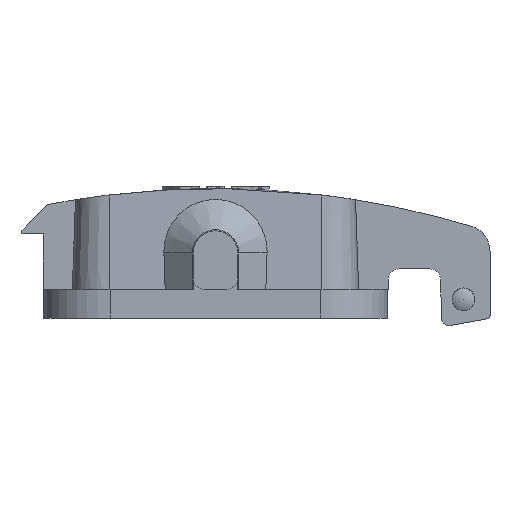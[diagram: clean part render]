
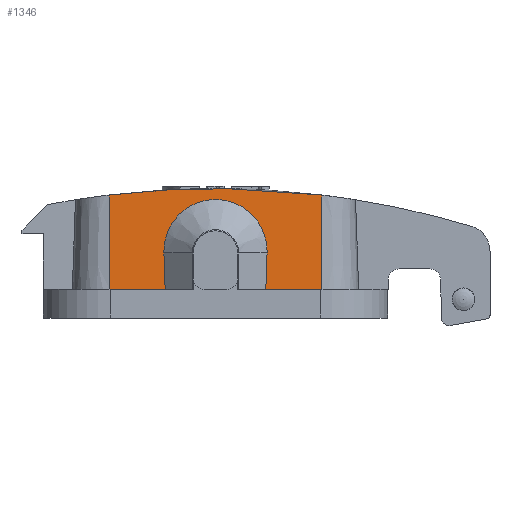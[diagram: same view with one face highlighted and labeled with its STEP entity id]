
A CAD part, left-side view. The second image highlights one B-rep face of the part: STEP entity #1346.
In plain terms, the highlighted planar face has unit normal (-0.999, 0, 0.035).
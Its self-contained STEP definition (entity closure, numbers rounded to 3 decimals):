
#915=PLANE('',#6121);
#1082=FACE_OUTER_BOUND('',#2781,.T.);
#1346=ADVANCED_FACE('',(#1082),#915,.T.);
#1878=LINE('',#8507,#2296);
#1879=LINE('',#8509,#2297);
#1880=LINE('',#8514,#2298);
#1881=LINE('',#8515,#2299);
#1882=LINE('',#8516,#2300);
#1883=LINE('',#8518,#2301);
#2296=VECTOR('',#6733,1.);
#2297=VECTOR('',#6736,1.);
#2298=VECTOR('',#6739,1.);
#2299=VECTOR('',#6740,1.);
#2300=VECTOR('',#6741,1.);
#2301=VECTOR('',#6742,1.);
#2654=ELLIPSE('',#6035,120.073,120.);
#2698=ELLIPSE('',#6120,6.984,6.975);
#2781=EDGE_LOOP('',(#3277,#3278,#3279,#3280,#3281,#3282,#3283,#3284));
#3277=ORIENTED_EDGE('',*,*,#5210,.T.);
#3278=ORIENTED_EDGE('',*,*,#5211,.T.);
#3279=ORIENTED_EDGE('',*,*,#5212,.T.);
#3280=ORIENTED_EDGE('',*,*,#5209,.F.);
#3281=ORIENTED_EDGE('',*,*,#5213,.T.);
#3282=ORIENTED_EDGE('',*,*,#5036,.T.);
#3283=ORIENTED_EDGE('',*,*,#5214,.T.);
#3284=ORIENTED_EDGE('',*,*,#5215,.F.);
#4558=VERTEX_POINT('',#7915);
#4559=VERTEX_POINT('',#7917);
#4709=VERTEX_POINT('',#8492);
#4716=VERTEX_POINT('',#8506);
#4717=VERTEX_POINT('',#8510);
#4718=VERTEX_POINT('',#8511);
#4719=VERTEX_POINT('',#8513);
#4720=VERTEX_POINT('',#8517);
#5036=EDGE_CURVE('',#4559,#4558,#2654,.T.);
#5209=EDGE_CURVE('',#4716,#4709,#1878,.T.);
#5210=EDGE_CURVE('',#4717,#4718,#1879,.T.);
#5211=EDGE_CURVE('',#4718,#4719,#2698,.T.);
#5212=EDGE_CURVE('',#4719,#4709,#1880,.T.);
#5213=EDGE_CURVE('',#4716,#4559,#1881,.T.);
#5214=EDGE_CURVE('',#4558,#4720,#1882,.T.);
#5215=EDGE_CURVE('',#4717,#4720,#1883,.T.);
#6035=AXIS2_PLACEMENT_3D('',#7916,#6489,#6490);
#6120=AXIS2_PLACEMENT_3D('',#8512,#6737,#6738);
#6121=AXIS2_PLACEMENT_3D('',#8519,#6743,#6744);
#6489=DIRECTION('',(-0.999,0.,0.035));
#6490=DIRECTION('',(0.035,0.,0.999));
#6733=DIRECTION('',(0.,1.,0.));
#6736=DIRECTION('',(0.035,0.035,0.999));
#6737=DIRECTION('',(0.999,0.,-0.035));
#6738=DIRECTION('',(0.035,0.,0.999));
#6739=DIRECTION('',(-0.035,0.035,-0.999));
#6740=DIRECTION('',(0.035,0.,0.999));
#6741=DIRECTION('',(-0.035,0.,-0.999));
#6742=DIRECTION('',(0.,1.,0.));
#6743=DIRECTION('',(-0.999,0.,0.035));
#6744=DIRECTION('',(-0.035,0.,-0.999));
#7915=CARTESIAN_POINT('',(-44.03,14.35,14.639));
#7916=CARTESIAN_POINT('',(-48.191,0.,-104.5));
#7917=CARTESIAN_POINT('',(-44.03,-14.35,14.639));
#8492=CARTESIAN_POINT('',(-44.475,-6.8,1.9));
#8506=CARTESIAN_POINT('',(-44.475,-14.35,1.9));
#8507=CARTESIAN_POINT('',(-44.475,-14.45,1.9));
#8509=CARTESIAN_POINT('',(-44.314,6.961,6.523));
#8510=CARTESIAN_POINT('',(-44.475,6.8,1.9));
#8511=CARTESIAN_POINT('',(-44.304,6.971,6.8));
#8512=CARTESIAN_POINT('',(-44.295,0.,7.044));
#8513=CARTESIAN_POINT('',(-44.304,-6.971,6.8));
#8514=CARTESIAN_POINT('',(-44.507,-6.768,0.989));
#8515=CARTESIAN_POINT('',(-44.475,-14.35,1.9));
#8516=CARTESIAN_POINT('',(-44.475,14.35,1.9));
#8517=CARTESIAN_POINT('',(-44.475,14.35,1.9));
#8518=CARTESIAN_POINT('',(-44.475,-14.45,1.9));
#8519=CARTESIAN_POINT('',(-44.475,19.35,1.9));
